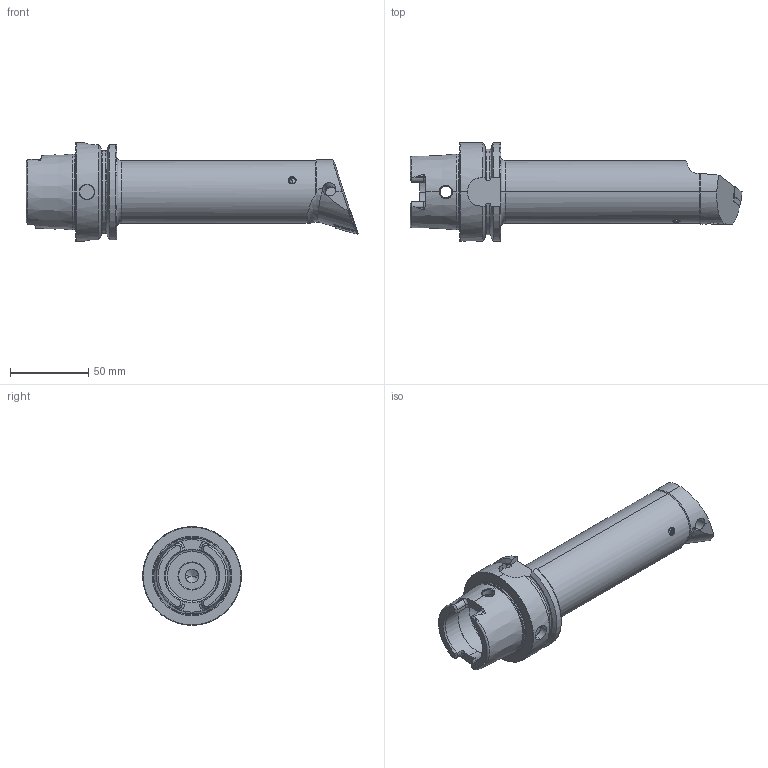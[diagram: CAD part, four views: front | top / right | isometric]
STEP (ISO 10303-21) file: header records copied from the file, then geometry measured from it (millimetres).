
FILE_DESCRIPTION (( 'STEP AP203' ), '1' );
FILE_NAME ('HA6-PDF.RQC.180.STEP', '2012-04-16T05:23:58', ( 'SwiAdmin' ), ( '' ), 'SwSTEP 2.0', 'SolidWorks 2012', '' );
FILE_SCHEMA (( 'CONFIG_CONTROL_DESIGN' ));
Length unit declared in the file: millimetre
Products named in the file (8): HA6-PDF.RQC.180; DNMG150604; WDF-ER2.101.003_A; WCD-ER1.101.000; WCD-ER4.101.017_A; WDF-ER3.101.000_A; KVT_MB_600_050; HA6-PDF.RQC.180_A
Assembly tree (7 placements, depth 2):
  HA6-PDF.RQC.180
    HA6-PDF.RQC.180_A
    KVT_MB_600_050
    WDF-ER3.101.000_A
    WCD-ER4.101.017_A
    WCD-ER1.101.000
    WDF-ER2.101.003_A
    DNMG150604
Bounding box: 211.9 x 63 x 63 mm (x, y, z)
Volume: 247901.3 mm3; surface area: 47510.2 mm2
Topology: 8 solids, 8 shells, 368 faces, 938 edges, 574 vertices
Faces by surface type: plane 115, cylinder 102, cone 91, torus 40, bspline 18, sphere 2
Entity records: 13630 total; most frequent: CARTESIAN_POINT 4281, ORIENTED_EDGE 1842, DIRECTION 1728, EDGE_CURVE 921, AXIS2_PLACEMENT_3D 673, VERTEX_POINT 571, EDGE_LOOP 386, LINE 382
